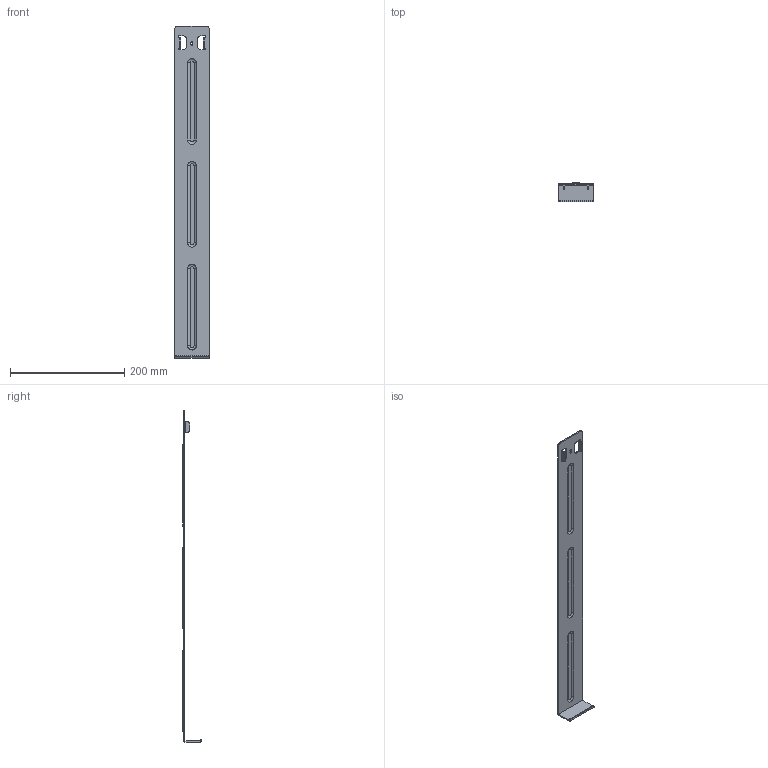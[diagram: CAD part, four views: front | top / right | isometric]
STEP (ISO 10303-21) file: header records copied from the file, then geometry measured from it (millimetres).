
FILE_DESCRIPTION((''),'2;1');
FILE_NAME('H7TLS-BKT_MAIN_TOP_FIX','2024-03-18T13:22:41',('MACGYVER.KU'),('DELTA'),'CREO PARAMETRIC BY PTC INC, 2022162','CREO PARAMETRIC BY PTC INC, 2022162','');
FILE_SCHEMA(('CONFIG_CONTROL_DESIGN'));
Length unit declared in the file: millimetre
Products named in the file (1): H7TLS-BKT_MAIN_TOP_FIX
Bounding box: 60 x 32.5 x 581 mm (x, y, z)
Volume: 73943.9 mm3; surface area: 77008.5 mm2
Topology: 1 solids, 1 shells, 102 faces, 250 edges, 156 vertices
Faces by surface type: plane 54, cylinder 36, bspline 12
Entity records: 3176 total; most frequent: CARTESIAN_POINT 688, DIRECTION 526, ORIENTED_EDGE 500, EDGE_CURVE 250, AXIS2_PLACEMENT_3D 186, VERTEX_POINT 156, VECTOR 154, LINE 154
